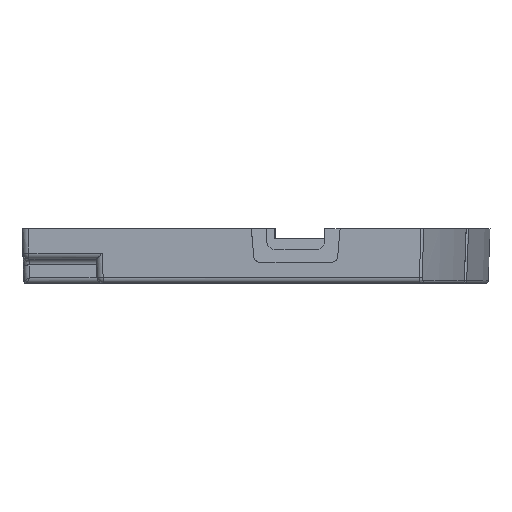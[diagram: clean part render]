
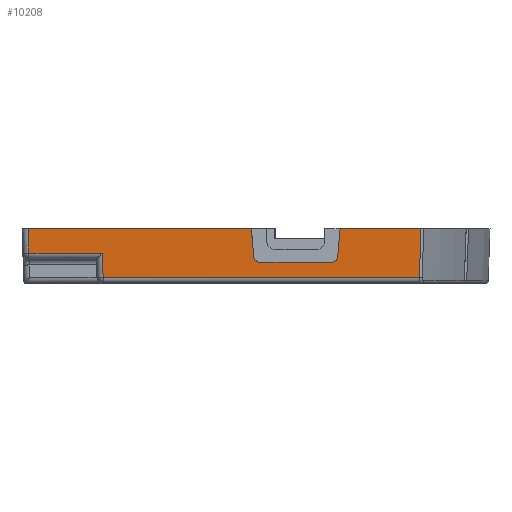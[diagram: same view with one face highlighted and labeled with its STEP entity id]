
A CAD part, left-side view. The second image highlights one B-rep face of the part: STEP entity #10208.
In plain terms, the highlighted planar face has unit normal (-0.999, 0, -0.035).
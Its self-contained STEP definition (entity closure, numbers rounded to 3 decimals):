
#741=B_SPLINE_CURVE_WITH_KNOTS('',3,(#13688,#13689,#13690,#13691),
 .UNSPECIFIED.,.F.,.F.,(4,4),(0.,1.),.UNSPECIFIED.);
#1196=FACE_OUTER_BOUND('',#1763,.T.);
#1763=EDGE_LOOP('',(#6904,#6905,#6906,#6907,#6908,#6909,#6910,#6911,#6912,
#6913,#6914,#6915));
#2360=ELLIPSE('',#10800,1.001,1.);
#2361=ELLIPSE('',#10801,1.001,1.);
#2731=LINE('',#13686,#3503);
#2732=LINE('',#13693,#3504);
#2733=LINE('',#13695,#3505);
#2734=LINE('',#13699,#3506);
#2735=LINE('',#13703,#3507);
#2736=LINE('',#13705,#3508);
#2737=LINE('',#13707,#3509);
#2738=LINE('',#13709,#3510);
#2739=LINE('',#13710,#3511);
#3503=VECTOR('',#11528,1.);
#3504=VECTOR('',#11529,1.);
#3505=VECTOR('',#11530,1.);
#3506=VECTOR('',#11533,1.);
#3507=VECTOR('',#11536,1.);
#3508=VECTOR('',#11537,1.);
#3509=VECTOR('',#11538,1.);
#3510=VECTOR('',#11539,1.);
#3511=VECTOR('',#11540,1.);
#4283=VERTEX_POINT('',#13684);
#4284=VERTEX_POINT('',#13685);
#4285=VERTEX_POINT('',#13687);
#4286=VERTEX_POINT('',#13692);
#4287=VERTEX_POINT('',#13694);
#4288=VERTEX_POINT('',#13696);
#4289=VERTEX_POINT('',#13698);
#4290=VERTEX_POINT('',#13700);
#4291=VERTEX_POINT('',#13702);
#4292=VERTEX_POINT('',#13704);
#4293=VERTEX_POINT('',#13706);
#4294=VERTEX_POINT('',#13708);
#5319=EDGE_CURVE('',#4283,#4284,#2731,.T.);
#5320=EDGE_CURVE('',#4284,#4285,#741,.T.);
#5321=EDGE_CURVE('',#4285,#4286,#2732,.T.);
#5322=EDGE_CURVE('',#4287,#4286,#2733,.T.);
#5323=EDGE_CURVE('',#4287,#4288,#2360,.T.);
#5324=EDGE_CURVE('',#4289,#4288,#2734,.T.);
#5325=EDGE_CURVE('',#4289,#4290,#2361,.T.);
#5326=EDGE_CURVE('',#4290,#4291,#2735,.T.);
#5327=EDGE_CURVE('',#4292,#4291,#2736,.T.);
#5328=EDGE_CURVE('',#4292,#4293,#2737,.T.);
#5329=EDGE_CURVE('',#4294,#4293,#2738,.T.);
#5330=EDGE_CURVE('',#4294,#4283,#2739,.T.);
#6904=ORIENTED_EDGE('',*,*,#5319,.T.);
#6905=ORIENTED_EDGE('',*,*,#5320,.T.);
#6906=ORIENTED_EDGE('',*,*,#5321,.T.);
#6907=ORIENTED_EDGE('',*,*,#5322,.F.);
#6908=ORIENTED_EDGE('',*,*,#5323,.T.);
#6909=ORIENTED_EDGE('',*,*,#5324,.F.);
#6910=ORIENTED_EDGE('',*,*,#5325,.T.);
#6911=ORIENTED_EDGE('',*,*,#5326,.T.);
#6912=ORIENTED_EDGE('',*,*,#5327,.F.);
#6913=ORIENTED_EDGE('',*,*,#5328,.T.);
#6914=ORIENTED_EDGE('',*,*,#5329,.F.);
#6915=ORIENTED_EDGE('',*,*,#5330,.T.);
#10030=PLANE('',#10799);
#10208=ADVANCED_FACE('',(#1196),#10030,.T.);
#10799=AXIS2_PLACEMENT_3D('',#13683,#11526,#11527);
#10800=AXIS2_PLACEMENT_3D('',#13697,#11531,#11532);
#10801=AXIS2_PLACEMENT_3D('',#13701,#11534,#11535);
#11526=DIRECTION('center_axis',(-0.999,0.,
-0.035));
#11527=DIRECTION('ref_axis',(0.,-1.,0.));
#11528=DIRECTION('',(0.,-1.,0.));
#11529=DIRECTION('',(0.,1.,0.));
#11530=DIRECTION('',(-0.035,-0.087,0.996));
#11531=DIRECTION('center_axis',(0.999,0.,
0.035));
#11532=DIRECTION('ref_axis',(-0.035,0.,0.999));
#11533=DIRECTION('',(0.,-1.,0.));
#11534=DIRECTION('center_axis',(0.999,0.,
0.035));
#11535=DIRECTION('ref_axis',(-0.035,0.,0.999));
#11536=DIRECTION('',(-0.035,0.087,0.996));
#11537=DIRECTION('',(0.,-1.,0.));
#11538=DIRECTION('',(0.035,-0.035,-0.999));
#11539=DIRECTION('',(0.,1.,0.));
#11540=DIRECTION('',(0.035,-0.035,-0.999));
#13683=CARTESIAN_POINT('Origin',(-57.743,12.175,19.876));
#13684=CARTESIAN_POINT('',(-57.777,-0.798,20.832));
#13685=CARTESIAN_POINT('',(-57.777,-52.6,20.832));
#13686=CARTESIAN_POINT('',(-57.777,-0.798,20.832));
#13687=CARTESIAN_POINT('',(-58.057,-52.792,28.867));
#13688=CARTESIAN_POINT('Ctrl Pts',(-57.777,-52.6,
20.832));
#13689=CARTESIAN_POINT('Ctrl Pts',(-57.87,-52.664,23.51));
#13690=CARTESIAN_POINT('Ctrl Pts',(-57.964,-52.728,26.189));
#13691=CARTESIAN_POINT('Ctrl Pts',(-58.057,-52.792,
28.867));
#13692=CARTESIAN_POINT('',(-58.057,-39.595,28.867));
#13693=CARTESIAN_POINT('',(-58.057,-52.792,28.867));
#13694=CARTESIAN_POINT('',(-57.897,-39.194,24.28));
#13695=CARTESIAN_POINT('',(-57.664,-38.611,17.614));
#13696=CARTESIAN_POINT('',(-57.865,-38.198,23.367));
#13697=CARTESIAN_POINT('Origin',(-57.9,-38.198,24.367));
#13698=CARTESIAN_POINT('',(-57.865,-26.453,23.367));
#13699=CARTESIAN_POINT('',(-57.865,-6.825,23.367));
#13700=CARTESIAN_POINT('',(-57.897,-25.457,24.28));
#13701=CARTESIAN_POINT('Origin',(-57.9,-26.453,24.367));
#13702=CARTESIAN_POINT('',(-58.057,-25.055,28.867));
#13703=CARTESIAN_POINT('',(-57.858,-25.554,23.173));
#13704=CARTESIAN_POINT('',(-58.057,11.483,28.867));
#13705=CARTESIAN_POINT('',(-58.057,11.483,28.867));
#13706=CARTESIAN_POINT('',(-57.916,11.342,24.832));
#13707=CARTESIAN_POINT('',(-58.057,11.483,28.867));
#13708=CARTESIAN_POINT('',(-57.916,-0.658,24.832));
#13709=CARTESIAN_POINT('',(-57.916,9.175,24.832));
#13710=CARTESIAN_POINT('',(-57.916,-0.658,24.832));
